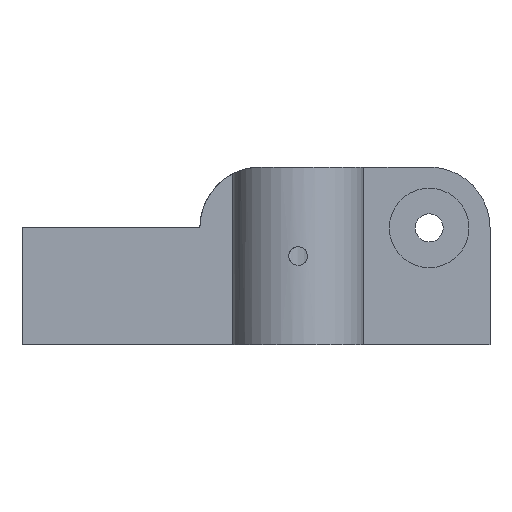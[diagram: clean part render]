
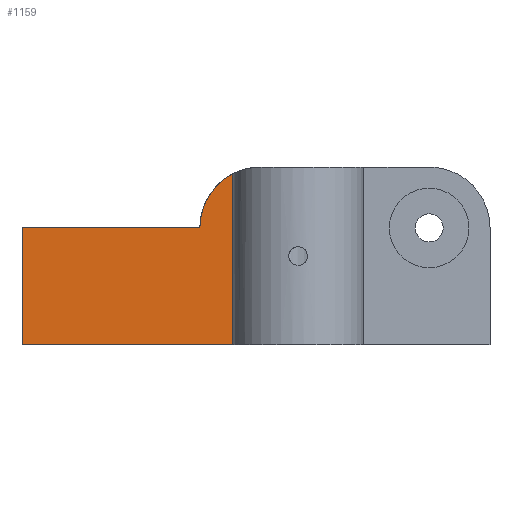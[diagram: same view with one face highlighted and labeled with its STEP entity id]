
A CAD part, left-side view. The second image highlights one B-rep face of the part: STEP entity #1159.
In plain terms, the highlighted planar face has unit normal (-1, 0, 0).
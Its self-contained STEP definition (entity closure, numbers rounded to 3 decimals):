
#48=PLANE('',#1255);
#87=FACE_OUTER_BOUND('',#148,.T.);
#148=EDGE_LOOP('',(#857,#858,#859,#860,#861));
#250=LINE('',#1969,#355);
#251=LINE('',#1971,#356);
#252=LINE('',#1973,#357);
#253=LINE('',#1974,#358);
#355=VECTOR('',#1420,10.);
#356=VECTOR('',#1421,10.);
#357=VECTOR('',#1422,10.);
#358=VECTOR('',#1423,10.);
#459=CIRCLE('',#1251,6.5);
#532=VERTEX_POINT('',#1957);
#533=VERTEX_POINT('',#1959);
#535=VERTEX_POINT('',#1965);
#536=VERTEX_POINT('',#1970);
#537=VERTEX_POINT('',#1972);
#658=EDGE_CURVE('',#533,#532,#459,.T.);
#663=EDGE_CURVE('',#533,#535,#250,.T.);
#664=EDGE_CURVE('',#532,#536,#251,.T.);
#665=EDGE_CURVE('',#536,#537,#252,.T.);
#666=EDGE_CURVE('',#537,#535,#253,.T.);
#857=ORIENTED_EDGE('',*,*,#663,.F.);
#858=ORIENTED_EDGE('',*,*,#658,.T.);
#859=ORIENTED_EDGE('',*,*,#664,.T.);
#860=ORIENTED_EDGE('',*,*,#665,.T.);
#861=ORIENTED_EDGE('',*,*,#666,.T.);
#1159=ADVANCED_FACE('',(#87),#48,.T.);
#1251=AXIS2_PLACEMENT_3D('',#1960,#1408,#1409);
#1255=AXIS2_PLACEMENT_3D('',#1968,#1418,#1419);
#1408=DIRECTION('center_axis',(-1.,0.,0.));
#1409=DIRECTION('ref_axis',(0.,1.,0.));
#1418=DIRECTION('center_axis',(-1.,0.,0.));
#1419=DIRECTION('ref_axis',(0.,0.,1.));
#1420=DIRECTION('',(0.,0.,-1.));
#1421=DIRECTION('',(0.,1.,0.));
#1422=DIRECTION('',(0.,0.,-1.));
#1423=DIRECTION('',(0.,-1.,0.));
#1957=CARTESIAN_POINT('',(-15.5,-21.5,12.5));
#1959=CARTESIAN_POINT('',(-15.5,-25.018,18.276));
#1960=CARTESIAN_POINT('Origin',(-15.5,-28.,12.5));
#1965=CARTESIAN_POINT('',(-15.5,-25.018,0.));
#1968=CARTESIAN_POINT('Origin',(-15.5,-52.5,12.5));
#1969=CARTESIAN_POINT('',(-15.5,-25.018,18.276));
#1970=CARTESIAN_POINT('',(-15.5,-2.5,12.5));
#1971=CARTESIAN_POINT('',(-15.5,-21.5,12.5));
#1972=CARTESIAN_POINT('',(-15.5,-2.5,0.));
#1973=CARTESIAN_POINT('',(-15.5,-2.5,12.5));
#1974=CARTESIAN_POINT('',(-15.5,-2.5,0.));
